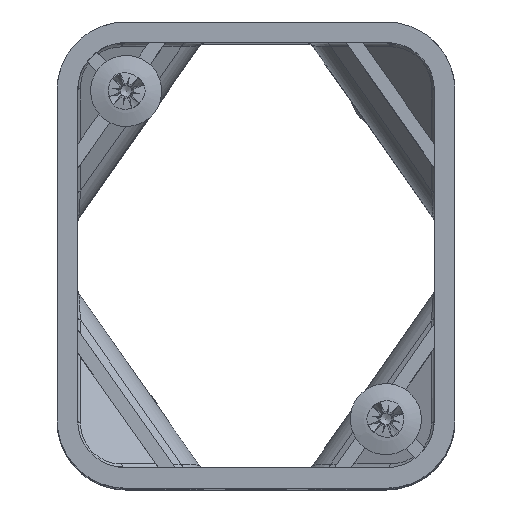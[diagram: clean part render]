
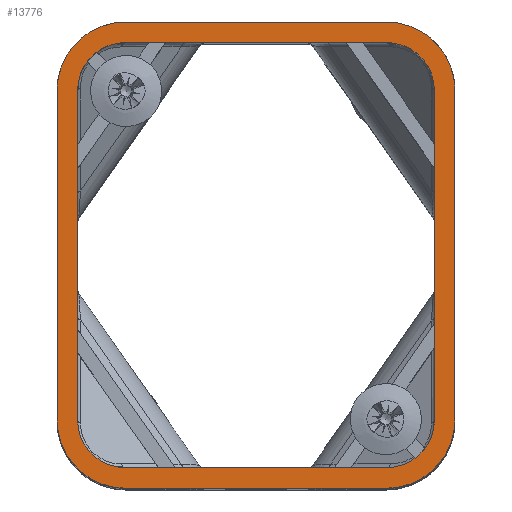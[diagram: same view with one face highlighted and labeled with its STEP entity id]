
A CAD part, top view. The second image highlights one B-rep face of the part: STEP entity #13776.
In plain terms, the highlighted planar face has unit normal (0, 0, 1).
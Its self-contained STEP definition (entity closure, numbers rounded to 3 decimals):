
#271=CIRCLE('',#14590,3.5);
#280=CIRCLE('',#14633,5.);
#285=CIRCLE('',#14663,5.);
#301=CIRCLE('',#14718,5.);
#302=CIRCLE('',#14719,5.);
#303=CIRCLE('',#14720,3.5);
#304=CIRCLE('',#14721,3.5);
#305=CIRCLE('',#14722,3.5);
#1019=FACE_BOUND('',#3035,.T.);
#2192=FACE_OUTER_BOUND('',#3034,.T.);
#3034=EDGE_LOOP('',(#10595,#10596,#10597,#10598,#10599,#10600,#10601,#10602));
#3035=EDGE_LOOP('',(#10603,#10604,#10605,#10606,#10607,#10608,#10609,#10610));
#3734=LINE('',#19105,#4633);
#3966=LINE('',#20496,#4865);
#4040=LINE('',#20835,#4939);
#4086=LINE('',#20985,#4985);
#4183=LINE('',#21605,#5082);
#4207=LINE('',#21667,#5106);
#4216=LINE('',#21690,#5115);
#4217=LINE('',#21693,#5116);
#4633=VECTOR('',#15525,10.);
#4865=VECTOR('',#15913,10.);
#4939=VECTOR('',#16123,10.);
#4985=VECTOR('',#16231,10.);
#5082=VECTOR('',#16598,10.);
#5106=VECTOR('',#16648,10.);
#5115=VECTOR('',#16667,10.);
#5116=VECTOR('',#16670,10.);
#5518=VERTEX_POINT('',#19102);
#5519=VERTEX_POINT('',#19104);
#5742=VERTEX_POINT('',#20493);
#5743=VERTEX_POINT('',#20495);
#5843=VERTEX_POINT('',#20833);
#5844=VERTEX_POINT('',#20834);
#5896=VERTEX_POINT('',#20982);
#5897=VERTEX_POINT('',#20984);
#5923=VERTEX_POINT('',#21117);
#5954=VERTEX_POINT('',#21299);
#5981=VERTEX_POINT('',#21416);
#6010=VERTEX_POINT('',#21603);
#6011=VERTEX_POINT('',#21604);
#6036=VERTEX_POINT('',#21666);
#6045=VERTEX_POINT('',#21688);
#6046=VERTEX_POINT('',#21692);
#6958=EDGE_CURVE('',#5518,#5519,#3734,.T.);
#7284=EDGE_CURVE('',#5742,#5743,#3966,.T.);
#7403=EDGE_CURVE('',#5843,#5844,#4040,.T.);
#7468=EDGE_CURVE('',#5897,#5896,#4086,.T.);
#7505=EDGE_CURVE('',#5844,#5923,#271,.T.);
#7559=EDGE_CURVE('',#5743,#5954,#280,.T.);
#7605=EDGE_CURVE('',#5519,#5981,#285,.T.);
#7653=EDGE_CURVE('',#6010,#6011,#4183,.T.);
#7686=EDGE_CURVE('',#5981,#6036,#4207,.T.);
#7698=EDGE_CURVE('',#6045,#5518,#301,.T.);
#7699=EDGE_CURVE('',#5954,#6045,#4216,.T.);
#7700=EDGE_CURVE('',#6036,#5742,#302,.T.);
#7701=EDGE_CURVE('',#5923,#6046,#4217,.T.);
#7702=EDGE_CURVE('',#6046,#6010,#303,.T.);
#7703=EDGE_CURVE('',#6011,#5897,#304,.T.);
#7704=EDGE_CURVE('',#5896,#5843,#305,.T.);
#10595=ORIENTED_EDGE('',*,*,#7605,.F.);
#10596=ORIENTED_EDGE('',*,*,#6958,.F.);
#10597=ORIENTED_EDGE('',*,*,#7698,.F.);
#10598=ORIENTED_EDGE('',*,*,#7699,.F.);
#10599=ORIENTED_EDGE('',*,*,#7559,.F.);
#10600=ORIENTED_EDGE('',*,*,#7284,.F.);
#10601=ORIENTED_EDGE('',*,*,#7700,.F.);
#10602=ORIENTED_EDGE('',*,*,#7686,.F.);
#10603=ORIENTED_EDGE('',*,*,#7505,.T.);
#10604=ORIENTED_EDGE('',*,*,#7701,.T.);
#10605=ORIENTED_EDGE('',*,*,#7702,.T.);
#10606=ORIENTED_EDGE('',*,*,#7653,.T.);
#10607=ORIENTED_EDGE('',*,*,#7703,.T.);
#10608=ORIENTED_EDGE('',*,*,#7468,.T.);
#10609=ORIENTED_EDGE('',*,*,#7704,.T.);
#10610=ORIENTED_EDGE('',*,*,#7403,.T.);
#13151=PLANE('',#14717);
#13776=ADVANCED_FACE('',(#2192,#1019),#13151,.T.);
#14590=AXIS2_PLACEMENT_3D('',#21118,#16296,#16297);
#14633=AXIS2_PLACEMENT_3D('',#21300,#16408,#16409);
#14663=AXIS2_PLACEMENT_3D('',#21417,#16498,#16499);
#14717=AXIS2_PLACEMENT_3D('',#21687,#16663,#16664);
#14718=AXIS2_PLACEMENT_3D('',#21689,#16665,#16666);
#14719=AXIS2_PLACEMENT_3D('',#21691,#16668,#16669);
#14720=AXIS2_PLACEMENT_3D('',#21694,#16671,#16672);
#14721=AXIS2_PLACEMENT_3D('',#21695,#16673,#16674);
#14722=AXIS2_PLACEMENT_3D('',#21696,#16675,#16676);
#15525=DIRECTION('',(1.,0.,0.));
#15913=DIRECTION('',(-1.,0.,0.));
#16123=DIRECTION('',(1.,0.,0.));
#16231=DIRECTION('',(0.,1.,0.));
#16296=DIRECTION('center_axis',(0.,0.,-1.));
#16297=DIRECTION('ref_axis',(0.707,0.707,0.));
#16408=DIRECTION('center_axis',(0.,0.,-1.));
#16409=DIRECTION('ref_axis',(-0.707,-0.707,0.));
#16498=DIRECTION('center_axis',(0.,0.,-1.));
#16499=DIRECTION('ref_axis',(0.707,0.707,0.));
#16598=DIRECTION('',(-1.,0.,0.));
#16648=DIRECTION('',(0.,-1.,0.));
#16663=DIRECTION('center_axis',(0.,0.,1.));
#16664=DIRECTION('ref_axis',(1.,0.,0.));
#16665=DIRECTION('center_axis',(0.,0.,-1.));
#16666=DIRECTION('ref_axis',(-0.707,0.707,0.));
#16667=DIRECTION('',(0.,1.,0.));
#16668=DIRECTION('center_axis',(0.,0.,-1.));
#16669=DIRECTION('ref_axis',(0.707,-0.707,0.));
#16670=DIRECTION('',(0.,-1.,0.));
#16671=DIRECTION('center_axis',(0.,0.,-1.));
#16672=DIRECTION('ref_axis',(0.707,-0.707,0.));
#16673=DIRECTION('center_axis',(0.,0.,-1.));
#16674=DIRECTION('ref_axis',(-0.707,-0.707,0.));
#16675=DIRECTION('center_axis',(0.,0.,-1.));
#16676=DIRECTION('ref_axis',(-0.707,0.707,0.));
#19102=CARTESIAN_POINT('',(-9.55,17.05,37.5));
#19104=CARTESIAN_POINT('',(9.55,17.05,37.5));
#19105=CARTESIAN_POINT('',(-14.55,17.05,37.5));
#20493=CARTESIAN_POINT('',(9.55,-17.05,37.5));
#20495=CARTESIAN_POINT('',(-9.55,-17.05,37.5));
#20496=CARTESIAN_POINT('',(14.55,-17.05,37.5));
#20833=CARTESIAN_POINT('',(-9.55,15.55,37.5));
#20834=CARTESIAN_POINT('',(9.55,15.55,37.5));
#20835=CARTESIAN_POINT('',(-7.275,15.55,37.5));
#20982=CARTESIAN_POINT('',(-13.05,12.05,37.5));
#20984=CARTESIAN_POINT('',(-13.05,-12.05,37.5));
#20985=CARTESIAN_POINT('',(-13.05,-8.525,37.5));
#21117=CARTESIAN_POINT('',(13.05,12.05,37.5));
#21118=CARTESIAN_POINT('Origin',(9.55,12.05,37.5));
#21299=CARTESIAN_POINT('',(-14.55,-12.05,37.5));
#21300=CARTESIAN_POINT('Origin',(-9.55,-12.05,37.5));
#21416=CARTESIAN_POINT('',(14.55,12.05,37.5));
#21417=CARTESIAN_POINT('Origin',(9.55,12.05,37.5));
#21603=CARTESIAN_POINT('',(9.55,-15.55,37.5));
#21604=CARTESIAN_POINT('',(-9.55,-15.55,37.5));
#21605=CARTESIAN_POINT('',(7.275,-15.55,37.5));
#21666=CARTESIAN_POINT('',(14.55,-12.05,37.5));
#21667=CARTESIAN_POINT('',(14.55,17.05,37.5));
#21687=CARTESIAN_POINT('Origin',(0.,0.,37.5));
#21688=CARTESIAN_POINT('',(-14.55,12.05,37.5));
#21689=CARTESIAN_POINT('Origin',(-9.55,12.05,37.5));
#21690=CARTESIAN_POINT('',(-14.55,-17.05,37.5));
#21691=CARTESIAN_POINT('Origin',(9.55,-12.05,37.5));
#21692=CARTESIAN_POINT('',(13.05,-12.05,37.5));
#21693=CARTESIAN_POINT('',(13.05,8.525,37.5));
#21694=CARTESIAN_POINT('Origin',(9.55,-12.05,37.5));
#21695=CARTESIAN_POINT('Origin',(-9.55,-12.05,37.5));
#21696=CARTESIAN_POINT('Origin',(-9.55,12.05,37.5));
